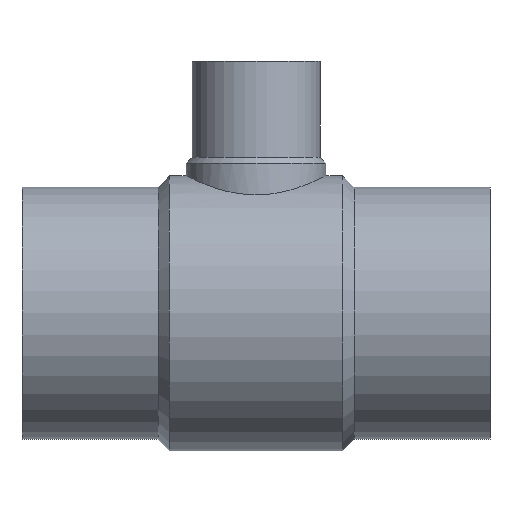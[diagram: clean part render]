
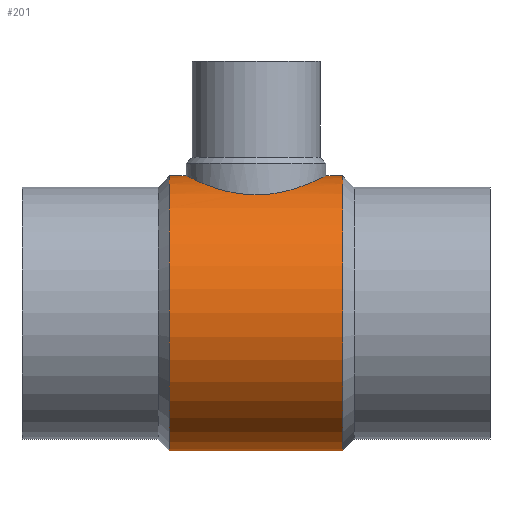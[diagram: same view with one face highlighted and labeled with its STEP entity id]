
A CAD part, top view. The second image highlights one B-rep face of the part: STEP entity #201.
In plain terms, the highlighted cylindrical face has radius 171.8 mm (diameter 343.6 mm), a partial arc.
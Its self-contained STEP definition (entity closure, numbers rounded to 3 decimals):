
#143 = VERTEX_POINT( '', #371 );
#155 = EDGE_CURVE( '', #307, #335, #383, .T. );
#171 = EDGE_CURVE( '', #335, #337, #399, .T. );
#181 = VERTEX_POINT( '', #410 );
#183 = EDGE_CURVE( '', #143, #229, #412, .T. );
#201 = ADVANCED_FACE( '', ( #434 ), #435, .T. );
#229 = VERTEX_POINT( '', #466 );
#245 = EDGE_CURVE( '', #337, #181, #484, .T. );
#251 = EDGE_CURVE( '', #143, #307, #490, .T. );
#297 = EDGE_CURVE( '', #181, #229, #544, .T. );
#307 = VERTEX_POINT( '', #555 );
#335 = VERTEX_POINT( '', #588 );
#337 = VERTEX_POINT( '', #590 );
#371 = CARTESIAN_POINT( '', ( -400.7, -171.8, 0. ) );
#383 = CIRCLE( '', #633, 171.8 );
#399 = LINE( '', #657, #658 );
#410 = CARTESIAN_POINT( '', ( -379.8, 171.8, 0. ) );
#412 = CIRCLE( '', #675, 171.8 );
#434 = FACE_OUTER_BOUND( '', #801, .T. );
#435 = CYLINDRICAL_SURFACE( '', #802, 171.8 );
#466 = CARTESIAN_POINT( '', ( -400.7, 171.8, 0. ) );
#484 = B_SPLINE_CURVE_WITH_KNOTS( '', 3, ( #965, #966, #967, #968, #969, #970, #971, #972, #973, #974, #975, #976, #977, #978, #979, #980, #981, #982, #983, #984, #985, #986, #987, #988, #989, #990, #991, #992, #993, #994, #995, #996, #997, #998, #999, #1000, #1001, #1002, #1003, #1004, #1005, #1006, #1007, #1008, #1009, #1010, #1011, #1012, #1013, #1014, #1015, #1016, #1017, #1018, #1019, #1020, #1021, #1022, #1023, #1024, #1025, #1026, #1027, #1028, #1029, #1030 ), .UNSPECIFIED., .F., .F., ( 4, 2, 2, 2, 2, 2, 2, 2, 2, 2, 2, 2, 2, 2, 2, 2, 2, 2, 2, 2, 2, 2, 2, 2, 2, 2, 2, 2, 2, 2, 2, 2, 4 ), ( 134.332, 142.715, 151.098, 159.482, 167.865, 176.249, 184.632, 193.015, 201.399, 209.807, 218.215, 226.623, 235.031, 243.439, 251.847, 260.255, 268.663, 277.071, 285.48, 293.888, 302.296, 310.704, 319.112, 327.52, 335.928, 344.311, 352.695, 361.078, 369.461, 377.845, 386.228, 394.612, 402.995 ), .UNSPECIFIED. );
#490 = LINE( '', #1039, #1040 );
#544 = LINE( '', #1107, #1108 );
#555 = CARTESIAN_POINT( '', ( -184.3, -171.8, 0. ) );
#588 = CARTESIAN_POINT( '', ( -184.3, 171.8, 0. ) );
#590 = CARTESIAN_POINT( '', ( -205.2, 171.8, 0. ) );
#633 = AXIS2_PLACEMENT_3D( '', #1202, #1203, #1204 );
#657 = CARTESIAN_POINT( '', ( -292.5, 171.8, 0. ) );
#658 = VECTOR( '', #1216, 1. );
#675 = AXIS2_PLACEMENT_3D( '', #1232, #1233, #1234 );
#801 = EDGE_LOOP( '', ( #1262, #1263, #1264, #1265, #1266, #1267 ) );
#802 = AXIS2_PLACEMENT_3D( '', #1268, #1269, #1270 );
#965 = CARTESIAN_POINT( '', ( -205.2, 171.8, 0. ) );
#966 = CARTESIAN_POINT( '', ( -205.2, 171.8, 2.794 ) );
#967 = CARTESIAN_POINT( '', ( -205.335, 171.731, 5.629 ) );
#968 = CARTESIAN_POINT( '', ( -205.89, 171.45, 11.321 ) );
#969 = CARTESIAN_POINT( '', ( -206.31, 171.238, 14.179 ) );
#970 = CARTESIAN_POINT( '', ( -207.441, 170.672, 19.865 ) );
#971 = CARTESIAN_POINT( '', ( -208.15, 170.318, 22.692 ) );
#972 = CARTESIAN_POINT( '', ( -209.851, 169.482, 28.266 ) );
#973 = CARTESIAN_POINT( '', ( -210.842, 169., 31.012 ) );
#974 = CARTESIAN_POINT( '', ( -213.086, 167.927, 36.376 ) );
#975 = CARTESIAN_POINT( '', ( -214.341, 167.336, 38.997 ) );
#976 = CARTESIAN_POINT( '', ( -217.087, 166.071, 44.074 ) );
#977 = CARTESIAN_POINT( '', ( -218.58, 165.397, 46.531 ) );
#978 = CARTESIAN_POINT( '', ( -221.766, 163.997, 51.246 ) );
#979 = CARTESIAN_POINT( '', ( -223.461, 163.272, 53.504 ) );
#980 = CARTESIAN_POINT( '', ( -227.009, 161.803, 57.793 ) );
#981 = CARTESIAN_POINT( '', ( -228.863, 161.061, 59.824 ) );
#982 = CARTESIAN_POINT( '', ( -232.682, 159.59, 63.643 ) );
#983 = CARTESIAN_POINT( '', ( -234.717, 158.836, 65.499 ) );
#984 = CARTESIAN_POINT( '', ( -239.011, 157.324, 69.051 ) );
#985 = CARTESIAN_POINT( '', ( -241.27, 156.568, 70.745 ) );
#986 = CARTESIAN_POINT( '', ( -245.984, 155.089, 73.93 ) );
#987 = CARTESIAN_POINT( '', ( -248.439, 154.368, 75.42 ) );
#988 = CARTESIAN_POINT( '', ( -253.51, 152.997, 78.162 ) );
#989 = CARTESIAN_POINT( '', ( -256.127, 152.349, 79.415 ) );
#990 = CARTESIAN_POINT( '', ( -261.482, 151.16, 81.656 ) );
#991 = CARTESIAN_POINT( '', ( -264.224, 150.619, 82.645 ) );
#992 = CARTESIAN_POINT( '', ( -269.791, 149.673, 84.345 ) );
#993 = CARTESIAN_POINT( '', ( -272.616, 149.269, 85.055 ) );
#994 = CARTESIAN_POINT( '', ( -278.3, 148.619, 86.186 ) );
#995 = CARTESIAN_POINT( '', ( -281.159, 148.373, 86.607 ) );
#996 = CARTESIAN_POINT( '', ( -286.857, 148.046, 87.164 ) );
#997 = CARTESIAN_POINT( '', ( -289.697, 147.966, 87.3 ) );
#998 = CARTESIAN_POINT( '', ( -295.303, 147.966, 87.3 ) );
#999 = CARTESIAN_POINT( '', ( -298.143, 148.046, 87.164 ) );
#1000 = CARTESIAN_POINT( '', ( -303.841, 148.373, 86.607 ) );
#1001 = CARTESIAN_POINT( '', ( -306.7, 148.619, 86.186 ) );
#1002 = CARTESIAN_POINT( '', ( -312.384, 149.269, 85.055 ) );
#1003 = CARTESIAN_POINT( '', ( -315.209, 149.673, 84.345 ) );
#1004 = CARTESIAN_POINT( '', ( -320.776, 150.619, 82.645 ) );
#1005 = CARTESIAN_POINT( '', ( -323.518, 151.16, 81.656 ) );
#1006 = CARTESIAN_POINT( '', ( -328.873, 152.349, 79.415 ) );
#1007 = CARTESIAN_POINT( '', ( -331.49, 152.997, 78.162 ) );
#1008 = CARTESIAN_POINT( '', ( -336.561, 154.368, 75.42 ) );
#1009 = CARTESIAN_POINT( '', ( -339.016, 155.089, 73.93 ) );
#1010 = CARTESIAN_POINT( '', ( -343.73, 156.568, 70.745 ) );
#1011 = CARTESIAN_POINT( '', ( -345.989, 157.324, 69.051 ) );
#1012 = CARTESIAN_POINT( '', ( -350.283, 158.836, 65.499 ) );
#1013 = CARTESIAN_POINT( '', ( -352.318, 159.59, 63.643 ) );
#1014 = CARTESIAN_POINT( '', ( -356.137, 161.061, 59.824 ) );
#1015 = CARTESIAN_POINT( '', ( -357.991, 161.803, 57.793 ) );
#1016 = CARTESIAN_POINT( '', ( -361.539, 163.272, 53.504 ) );
#1017 = CARTESIAN_POINT( '', ( -363.234, 163.997, 51.246 ) );
#1018 = CARTESIAN_POINT( '', ( -366.42, 165.397, 46.531 ) );
#1019 = CARTESIAN_POINT( '', ( -367.913, 166.071, 44.074 ) );
#1020 = CARTESIAN_POINT( '', ( -370.659, 167.336, 38.997 ) );
#1021 = CARTESIAN_POINT( '', ( -371.914, 167.927, 36.376 ) );
#1022 = CARTESIAN_POINT( '', ( -374.158, 169., 31.012 ) );
#1023 = CARTESIAN_POINT( '', ( -375.149, 169.482, 28.266 ) );
#1024 = CARTESIAN_POINT( '', ( -376.85, 170.318, 22.692 ) );
#1025 = CARTESIAN_POINT( '', ( -377.559, 170.672, 19.865 ) );
#1026 = CARTESIAN_POINT( '', ( -378.69, 171.238, 14.179 ) );
#1027 = CARTESIAN_POINT( '', ( -379.11, 171.45, 11.321 ) );
#1028 = CARTESIAN_POINT( '', ( -379.665, 171.731, 5.629 ) );
#1029 = CARTESIAN_POINT( '', ( -379.8, 171.8, 2.794 ) );
#1030 = CARTESIAN_POINT( '', ( -379.8, 171.8, 0. ) );
#1039 = CARTESIAN_POINT( '', ( -292.5, -171.8, 0. ) );
#1040 = VECTOR( '', #1326, 1. );
#1107 = CARTESIAN_POINT( '', ( -292.5, 171.8, 0. ) );
#1108 = VECTOR( '', #1407, 1. );
#1202 = CARTESIAN_POINT( '', ( -184.3, 0., 0. ) );
#1203 = DIRECTION( '', ( -1., 0., 0. ) );
#1204 = DIRECTION( '', ( 0., 1., 0. ) );
#1216 = DIRECTION( '', ( -1., 0., 0. ) );
#1232 = CARTESIAN_POINT( '', ( -400.7, 0., 0. ) );
#1233 = DIRECTION( '', ( -1., 0., 0. ) );
#1234 = DIRECTION( '', ( 0., 1., 0. ) );
#1262 = ORIENTED_EDGE( '', *, *, #171, .T. );
#1263 = ORIENTED_EDGE( '', *, *, #245, .T. );
#1264 = ORIENTED_EDGE( '', *, *, #297, .T. );
#1265 = ORIENTED_EDGE( '', *, *, #183, .F. );
#1266 = ORIENTED_EDGE( '', *, *, #251, .T. );
#1267 = ORIENTED_EDGE( '', *, *, #155, .T. );
#1268 = CARTESIAN_POINT( '', ( -292.5, 0., 0. ) );
#1269 = DIRECTION( '', ( 1., 0., 0. ) );
#1270 = DIRECTION( '', ( 0., 1., 0. ) );
#1326 = DIRECTION( '', ( 1., 0., 0. ) );
#1407 = DIRECTION( '', ( -1., 0., 0. ) );
